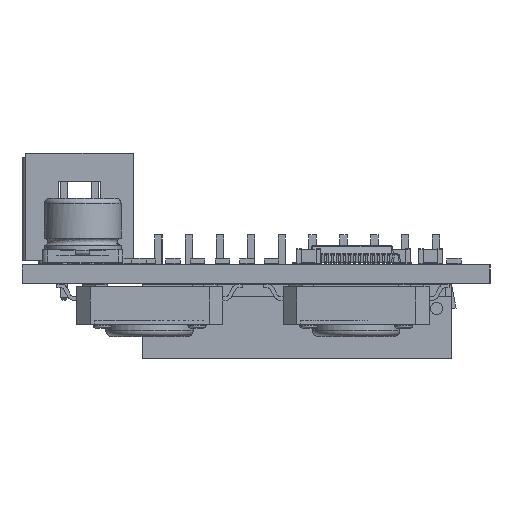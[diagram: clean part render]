
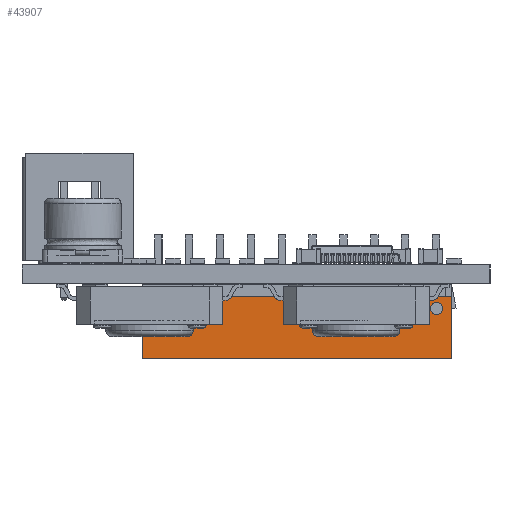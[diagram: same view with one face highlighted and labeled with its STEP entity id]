
A CAD part, left-side view. The second image highlights one B-rep face of the part: STEP entity #43907.
In plain terms, the highlighted planar face has unit normal (-1, 0, 0).
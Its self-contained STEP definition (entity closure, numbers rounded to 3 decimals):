
#41788 = VERTEX_POINT('',#41789);
#41789 = CARTESIAN_POINT('',(-1.46,1.27,1.02));
#41795 = EDGE_CURVE('',#41788,#41796,#41798,.T.);
#41796 = VERTEX_POINT('',#41797);
#41797 = CARTESIAN_POINT('',(-1.46,1.27,6.1));
#41798 = LINE('',#41799,#41800);
#41799 = CARTESIAN_POINT('',(-1.46,1.27,1.02));
#41800 = VECTOR('',#41801,1.);
#41801 = DIRECTION('',(0.,0.,1.));
#41995 = VERTEX_POINT('',#41996);
#41996 = CARTESIAN_POINT('',(-1.46,-24.13,6.1));
#42002 = EDGE_CURVE('',#42003,#41995,#42005,.T.);
#42003 = VERTEX_POINT('',#42004);
#42004 = CARTESIAN_POINT('',(-1.46,-24.13,1.02));
#42005 = LINE('',#42006,#42007);
#42006 = CARTESIAN_POINT('',(-1.46,-24.13,1.02));
#42007 = VECTOR('',#42008,1.);
#42008 = DIRECTION('',(0.,0.,1.));
#42041 = EDGE_CURVE('',#41995,#41796,#42042,.T.);
#42042 = LINE('',#42043,#42044);
#42043 = CARTESIAN_POINT('',(-1.46,-24.13,6.1));
#42044 = VECTOR('',#42045,1.);
#42045 = DIRECTION('',(0.,1.,0.));
#43041 = EDGE_CURVE('',#42003,#41788,#43042,.T.);
#43042 = LINE('',#43043,#43044);
#43043 = CARTESIAN_POINT('',(-1.46,-24.13,1.02));
#43044 = VECTOR('',#43045,1.);
#43045 = DIRECTION('',(0.,1.,0.));
#43907 = ADVANCED_FACE('',(#43908,#43914),#43925,.T.);
#43908 = FACE_BOUND('',#43909,.T.);
#43909 = EDGE_LOOP('',(#43910,#43911,#43912,#43913));
#43910 = ORIENTED_EDGE('',*,*,#42002,.T.);
#43911 = ORIENTED_EDGE('',*,*,#42041,.T.);
#43912 = ORIENTED_EDGE('',*,*,#41795,.F.);
#43913 = ORIENTED_EDGE('',*,*,#43041,.F.);
#43914 = FACE_BOUND('',#43915,.T.);
#43915 = EDGE_LOOP('',(#43916));
#43916 = ORIENTED_EDGE('',*,*,#43917,.T.);
#43917 = EDGE_CURVE('',#43918,#43918,#43920,.T.);
#43918 = VERTEX_POINT('',#43919);
#43919 = CARTESIAN_POINT('',(-1.46,0.05,1.5));
#43920 = CIRCLE('',#43921,0.5);
#43921 = AXIS2_PLACEMENT_3D('',#43922,#43923,#43924);
#43922 = CARTESIAN_POINT('',(-1.46,0.05,2.));
#43923 = DIRECTION('',(1.,-0.,0.));
#43924 = DIRECTION('',(0.,0.,-1.));
#43925 = PLANE('',#43926);
#43926 = AXIS2_PLACEMENT_3D('',#43927,#43928,#43929);
#43927 = CARTESIAN_POINT('',(-1.46,-24.13,1.02));
#43928 = DIRECTION('',(-1.,0.,0.));
#43929 = DIRECTION('',(0.,1.,0.));
